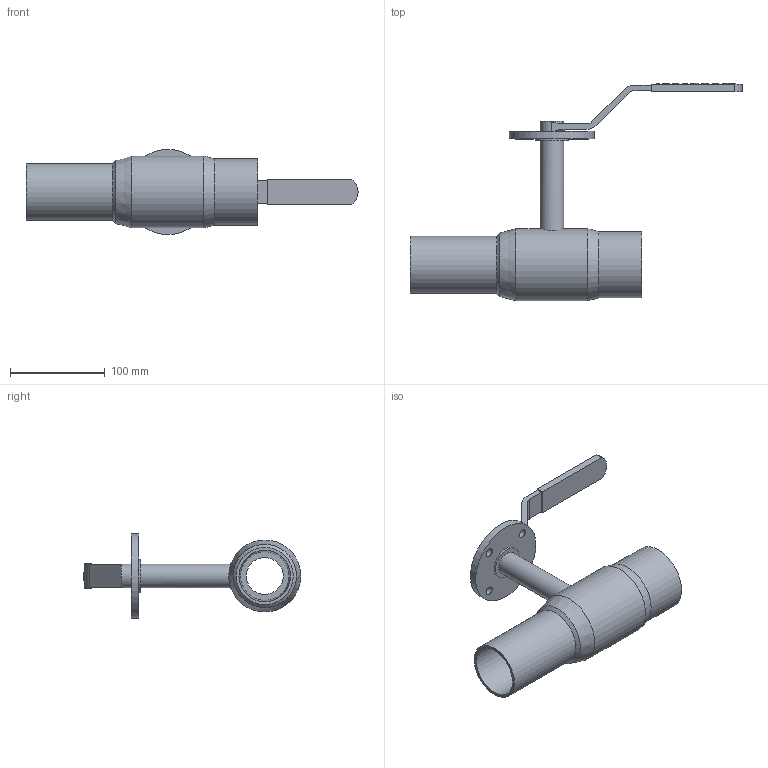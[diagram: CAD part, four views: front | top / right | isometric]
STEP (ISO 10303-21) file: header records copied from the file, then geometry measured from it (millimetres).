
FILE_DESCRIPTION((''),'2;1');
FILE_NAME('AT3591S-050.stp','2020-11-22T15:15:23',('Bartek'),(''),'Autodesk Inventor 2012','Autodesk Inventor 2012','');
FILE_SCHEMA(('AUTOMOTIVE_DESIGN { 1 0 10303 214 1 1 1 1 }'));
Length unit declared in the file: millimetre
Products named in the file (3): AT3591S-050; DZG-K11-000
Assembly tree (2 placements, depth 2):
  AT3591S-050
    AT3591S-050
    DZG-K11-000
Bounding box: 351 x 229.95 x 90 mm (x, y, z)
Volume: 559819.7 mm3; surface area: 134718.5 mm2
Topology: 2 solids, 2 shells, 208 faces, 525 edges, 349 vertices
Faces by surface type: plane 139, cylinder 31, bspline 31, cone 7
Full cylindrical faces by diameter (mm): 9 x4, 19.2 x1, 25 x2, 35 x1, 39 x1, 50 x1, 54.5 x1, 56 x1, 56.656 x1, 60 x1, 60.3 x1, 70 x1, 76.1 x1, 90 x1
Entity records: 6361 total; most frequent: CARTESIAN_POINT 1501, ORIENTED_EDGE 988, DIRECTION 858, EDGE_CURVE 494, VECTOR 360, LINE 360, VERTEX_POINT 342, EDGE_LOOP 272
